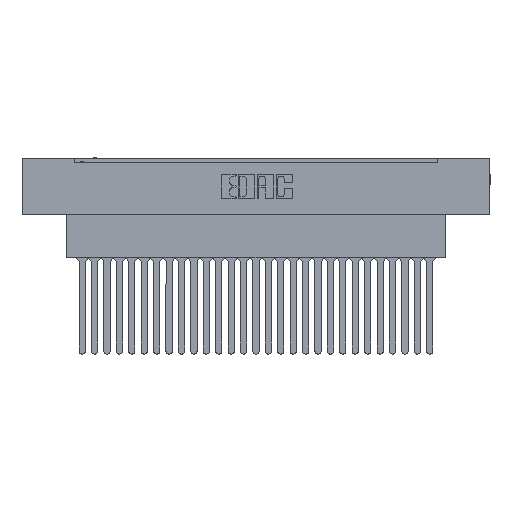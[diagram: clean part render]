
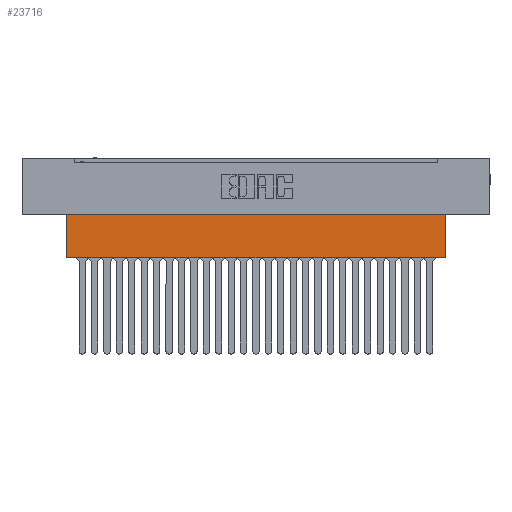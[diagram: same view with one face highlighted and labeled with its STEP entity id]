
A CAD part, top view. The second image highlights one B-rep face of the part: STEP entity #23716.
In plain terms, the highlighted planar face has unit normal (0, 0, 1).
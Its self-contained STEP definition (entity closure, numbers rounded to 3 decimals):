
#993 = EDGE_CURVE ( 'NONE', #13667, #32025, #1011, .T. ) ;
#1011 = LINE ( 'NONE', #1996, #5635 ) ;
#1712 = CARTESIAN_POINT ( 'NONE',  ( 95.758, 0., -3.962 ) ) ;
#1996 = CARTESIAN_POINT ( 'NONE',  ( 86.614, -8.814, -3.962 ) ) ;
#4107 = ORIENTED_EDGE ( 'NONE', *, *, #993, .F. ) ;
#4205 = PLANE ( 'NONE',  #20428 ) ;
#5635 = VECTOR ( 'NONE', #23704, 1000. ) ;
#7588 = DIRECTION ( 'NONE',  ( 0., 1., 0. ) ) ;
#8649 = EDGE_CURVE ( 'NONE', #32025, #32950, #25928, .T. ) ;
#9069 = EDGE_CURVE ( 'NONE', #32950, #34066, #34025, .T. ) ;
#10233 = FACE_OUTER_BOUND ( 'NONE', #30415, .T. ) ;
#13667 = VERTEX_POINT ( 'NONE', #28498 ) ;
#16263 = ORIENTED_EDGE ( 'NONE', *, *, #9069, .F. ) ;
#16973 = VECTOR ( 'NONE', #19279, 1000. ) ;
#17970 = DIRECTION ( 'NONE',  ( 0., 1., 0. ) ) ;
#19279 = DIRECTION ( 'NONE',  ( -1., 0., 0. ) ) ;
#19975 = VECTOR ( 'NONE', #7588, 1000. ) ;
#20428 = AXIS2_PLACEMENT_3D ( 'NONE', #34161, #28565, #17970 ) ;
#21874 = CARTESIAN_POINT ( 'NONE',  ( 95.758, -8.814, -3.962 ) ) ;
#21969 = VECTOR ( 'NONE', #26281, 1000. ) ;
#23704 = DIRECTION ( 'NONE',  ( 0., -1., 0. ) ) ;
#23716 = ADVANCED_FACE ( 'NONE', ( #10233 ), #4205, .F. ) ;
#25928 = LINE ( 'NONE', #21874, #16973 ) ;
#26281 = DIRECTION ( 'NONE',  ( -1., 0., 0. ) ) ;
#26327 = CARTESIAN_POINT ( 'NONE',  ( 9.144, -8.814, -3.962 ) ) ;
#26638 = ORIENTED_EDGE ( 'NONE', *, *, #29655, .T. ) ;
#26720 = CARTESIAN_POINT ( 'NONE',  ( 86.614, -8.814, -3.962 ) ) ;
#28421 = CARTESIAN_POINT ( 'NONE',  ( 9.144, 0., -3.962 ) ) ;
#28498 = CARTESIAN_POINT ( 'NONE',  ( 86.614, 0., -3.962 ) ) ;
#28565 = DIRECTION ( 'NONE',  ( 0., 0., -1. ) ) ;
#29235 = LINE ( 'NONE', #1712, #21969 ) ;
#29655 = EDGE_CURVE ( 'NONE', #13667, #34066, #29235, .T. ) ;
#30314 = ORIENTED_EDGE ( 'NONE', *, *, #8649, .F. ) ;
#30415 = EDGE_LOOP ( 'NONE', ( #30314, #4107, #26638, #16263 ) ) ;
#31981 = CARTESIAN_POINT ( 'NONE',  ( 9.144, -8.814, -3.962 ) ) ;
#32025 = VERTEX_POINT ( 'NONE', #26720 ) ;
#32950 = VERTEX_POINT ( 'NONE', #26327 ) ;
#34025 = LINE ( 'NONE', #31981, #19975 ) ;
#34066 = VERTEX_POINT ( 'NONE', #28421 ) ;
#34161 = CARTESIAN_POINT ( 'NONE',  ( 95.758, 0., -3.962 ) ) ;
